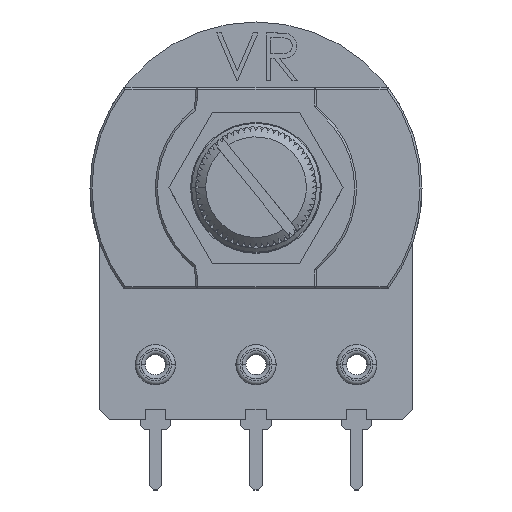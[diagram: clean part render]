
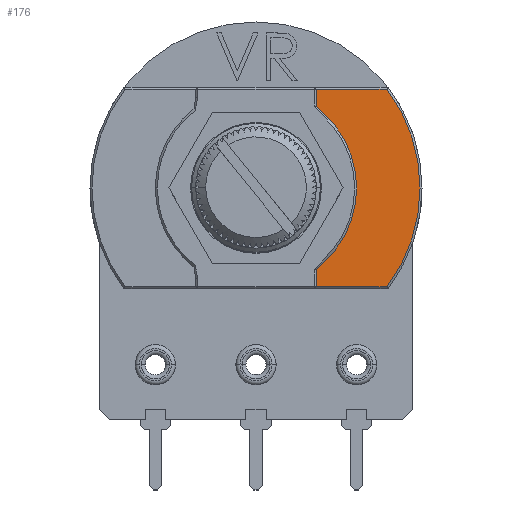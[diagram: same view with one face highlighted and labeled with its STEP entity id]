
A CAD part, top view. The second image highlights one B-rep face of the part: STEP entity #176.
In plain terms, the highlighted planar face has unit normal (0, 0, 1).
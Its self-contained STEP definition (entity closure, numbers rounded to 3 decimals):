
#176 = ADVANCED_FACE ( 'NONE', ( #20951 ), #19017, .T. ) ;
#893 = EDGE_LOOP ( 'NONE', ( #15889, #2923, #19536, #9976, #20677, #9015, #21156, #6325 ) ) ;
#1124 = EDGE_CURVE ( 'NONE', #6368, #19521, #16544, .T. ) ;
#1723 = CARTESIAN_POINT ( 'NONE',  ( 3., 5., 8. ) ) ;
#1791 = DIRECTION ( 'NONE',  ( 0., -1., 0. ) ) ;
#2279 = CARTESIAN_POINT ( 'NONE',  ( 3.56, 3.499, 8. ) ) ;
#2384 = LINE ( 'NONE', #16087, #19359 ) ;
#2923 = ORIENTED_EDGE ( 'NONE', *, *, #8157, .T. ) ;
#3130 = CARTESIAN_POINT ( 'NONE',  ( 3., 4.9, 8. ) ) ;
#3539 = LINE ( 'NONE', #8744, #20016 ) ;
#4431 = VERTEX_POINT ( 'NONE', #17032 ) ;
#4569 = DIRECTION ( 'NONE',  ( 1., 0., 0. ) ) ;
#4638 = EDGE_CURVE ( 'NONE', #5583, #18253, #6470, .T. ) ;
#4938 = EDGE_CURVE ( 'NONE', #6787, #5583, #3539, .T. ) ;
#5465 = CARTESIAN_POINT ( 'NONE',  ( 3.56, -3.499, 8. ) ) ;
#5490 = LINE ( 'NONE', #5465, #9861 ) ;
#5583 = VERTEX_POINT ( 'NONE', #3130 ) ;
#5731 = CARTESIAN_POINT ( 'NONE',  ( 3.364, -3.699, 8. ) ) ;
#5823 = EDGE_CURVE ( 'NONE', #18253, #19521, #9673, .T. ) ;
#5834 = AXIS2_PLACEMENT_3D ( 'NONE', #18285, #9171, #4569 ) ;
#6325 = ORIENTED_EDGE ( 'NONE', *, *, #5823, .T. ) ;
#6368 = VERTEX_POINT ( 'NONE', #5731 ) ;
#6470 = LINE ( 'NONE', #17529, #10821 ) ;
#6787 = VERTEX_POINT ( 'NONE', #18713 ) ;
#7076 = VERTEX_POINT ( 'NONE', #12978 ) ;
#7173 = EDGE_CURVE ( 'NONE', #4431, #8234, #17339, .T. ) ;
#7299 = CARTESIAN_POINT ( 'NONE',  ( 0., 0., 8. ) ) ;
#7607 = DIRECTION ( 'NONE',  ( 1., 0., 0. ) ) ;
#7673 = DIRECTION ( 'NONE',  ( 0., 0., 1. ) ) ;
#8157 = EDGE_CURVE ( 'NONE', #6368, #4431, #5490, .T. ) ;
#8234 = VERTEX_POINT ( 'NONE', #15465 ) ;
#8744 = CARTESIAN_POINT ( 'NONE',  ( 3., 4.9, 8. ) ) ;
#9015 = ORIENTED_EDGE ( 'NONE', *, *, #4938, .T. ) ;
#9171 = DIRECTION ( 'NONE',  ( 0., 0., 1. ) ) ;
#9622 = CARTESIAN_POINT ( 'NONE',  ( 0., 0., 8. ) ) ;
#9673 = LINE ( 'NONE', #2279, #17890 ) ;
#9861 = VECTOR ( 'NONE', #15318, 1000. ) ;
#9976 = ORIENTED_EDGE ( 'NONE', *, *, #11022, .T. ) ;
#10821 = VECTOR ( 'NONE', #19165, 1000. ) ;
#11022 = EDGE_CURVE ( 'NONE', #8234, #7076, #2384, .T. ) ;
#11246 = DIRECTION ( 'NONE',  ( 1., 0., 0. ) ) ;
#12115 = DIRECTION ( 'NONE',  ( 0.701, -0.713, 0. ) ) ;
#12775 = EDGE_CURVE ( 'NONE', #7076, #6787, #14333, .T. ) ;
#12919 = VECTOR ( 'NONE', #1791, 1000. ) ;
#12978 = CARTESIAN_POINT ( 'NONE',  ( 6.512, -4.9, 8. ) ) ;
#13561 = CARTESIAN_POINT ( 'NONE',  ( 3., 4.069, 8. ) ) ;
#13994 = AXIS2_PLACEMENT_3D ( 'NONE', #7299, #7673, #7607 ) ;
#14333 = CIRCLE ( 'NONE', #16534, 8.15 ) ;
#15318 = DIRECTION ( 'NONE',  ( -0.701, -0.713, 0. ) ) ;
#15465 = CARTESIAN_POINT ( 'NONE',  ( 3., -4.9, 8. ) ) ;
#15724 = CARTESIAN_POINT ( 'NONE',  ( 3.364, 3.699, 8. ) ) ;
#15889 = ORIENTED_EDGE ( 'NONE', *, *, #1124, .F. ) ;
#16087 = CARTESIAN_POINT ( 'NONE',  ( 6.562, -4.9, 8. ) ) ;
#16534 = AXIS2_PLACEMENT_3D ( 'NONE', #9622, #21088, #11246 ) ;
#16544 = CIRCLE ( 'NONE', #13994, 5. ) ;
#17032 = CARTESIAN_POINT ( 'NONE',  ( 3., -4.069, 8. ) ) ;
#17339 = LINE ( 'NONE', #1723, #12919 ) ;
#17529 = CARTESIAN_POINT ( 'NONE',  ( 3., 5., 8. ) ) ;
#17890 = VECTOR ( 'NONE', #12115, 1000. ) ;
#18253 = VERTEX_POINT ( 'NONE', #13561 ) ;
#18285 = CARTESIAN_POINT ( 'NONE',  ( 0., 0., 8. ) ) ;
#18652 = DIRECTION ( 'NONE',  ( -1., 0., 0. ) ) ;
#18713 = CARTESIAN_POINT ( 'NONE',  ( 6.512, 4.9, 8. ) ) ;
#19017 = PLANE ( 'NONE',  #5834 ) ;
#19165 = DIRECTION ( 'NONE',  ( 0., -1., 0. ) ) ;
#19359 = VECTOR ( 'NONE', #21016, 1000. ) ;
#19521 = VERTEX_POINT ( 'NONE', #15724 ) ;
#19536 = ORIENTED_EDGE ( 'NONE', *, *, #7173, .T. ) ;
#20016 = VECTOR ( 'NONE', #18652, 1000. ) ;
#20677 = ORIENTED_EDGE ( 'NONE', *, *, #12775, .T. ) ;
#20951 = FACE_OUTER_BOUND ( 'NONE', #893, .T. ) ;
#21016 = DIRECTION ( 'NONE',  ( 1., 0., 0. ) ) ;
#21088 = DIRECTION ( 'NONE',  ( 0., 0., 1. ) ) ;
#21156 = ORIENTED_EDGE ( 'NONE', *, *, #4638, .T. ) ;
